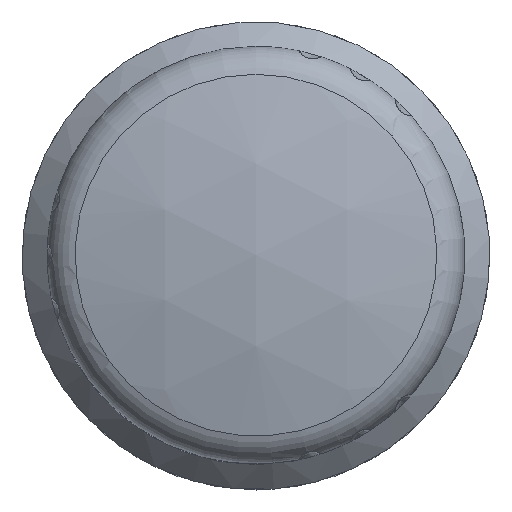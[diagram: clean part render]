
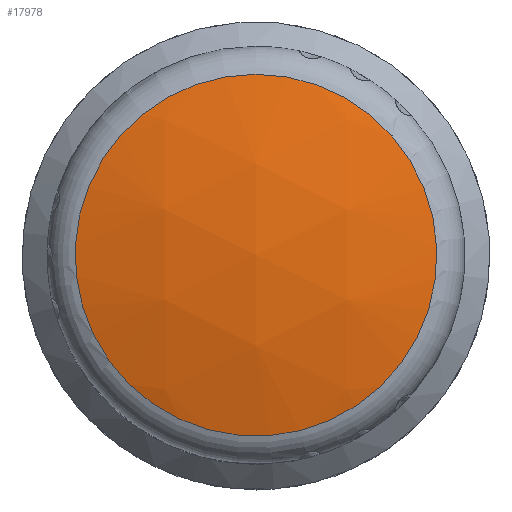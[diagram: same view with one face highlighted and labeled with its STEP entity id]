
A CAD part, top view. The second image highlights one B-rep face of the part: STEP entity #17978.
In plain terms, the highlighted spherical face has radius 40 mm.
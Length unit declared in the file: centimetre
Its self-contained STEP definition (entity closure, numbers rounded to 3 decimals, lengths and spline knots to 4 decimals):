
#33=SPHERICAL_SURFACE('',#19058,4.);
#5141=FACE_OUTER_BOUND('',#6162,.T.);
#6162=EDGE_LOOP('',(#12267));
#7114=CIRCLE('',#19039,1.0822);
#7447=VERTEX_POINT('',#26674);
#9309=EDGE_CURVE('',#7447,#7447,#7114,.T.);
#12267=ORIENTED_EDGE('',*,*,#9309,.F.);
#17978=ADVANCED_FACE('',(#5141),#33,.T.);
#19039=AXIS2_PLACEMENT_3D('',#26675,#20600,#20601);
#19058=AXIS2_PLACEMENT_3D('',#26959,#20654,#20655);
#20600=DIRECTION('center_axis',(0.,0.,
-1.));
#20601=DIRECTION('ref_axis',(0.,1.,0.));
#20654=DIRECTION('center_axis',(1.,0.,0.));
#20655=DIRECTION('ref_axis',(0.,1.,0.));
#26674=CARTESIAN_POINT('',(-0.165,1.3023,1.6165));
#26675=CARTESIAN_POINT('Origin',(-0.165,0.22,1.6165));
#26959=CARTESIAN_POINT('Origin',(-0.165,0.22,-2.2344));
